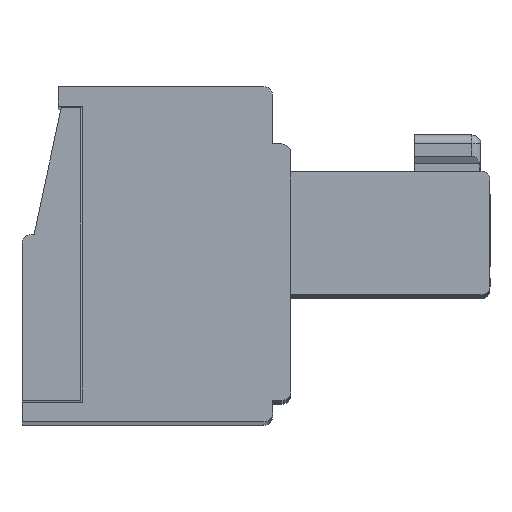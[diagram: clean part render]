
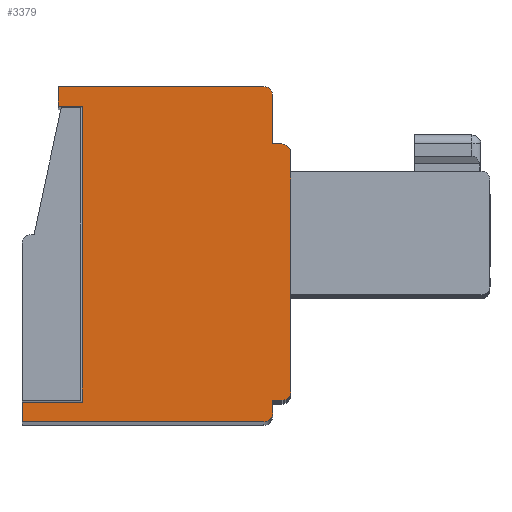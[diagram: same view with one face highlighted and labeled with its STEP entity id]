
A CAD part, top view. The second image highlights one B-rep face of the part: STEP entity #3379.
In plain terms, the highlighted planar face has unit normal (0, 0, 1).
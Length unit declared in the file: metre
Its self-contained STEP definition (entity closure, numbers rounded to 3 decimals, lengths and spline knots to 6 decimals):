
#3379=ADVANCED_FACE('',(#7278),#7279,.F.);
#7278=FACE_OUTER_BOUND('',#11584,.T.);
#7279=PLANE('',#11585);
#11584=EDGE_LOOP('',(#21962,#21963,#21964,#21965,#21966,#21967,#21968,#21969,#21970,#21971,#21972,#21973,#21974,#21975,#21976,#21977));
#11585=AXIS2_PLACEMENT_3D('',#21978,#21979,#21980);
#21962=ORIENTED_EDGE('',*,*,#28526,.F.);
#21963=ORIENTED_EDGE('',*,*,#28532,.T.);
#21964=ORIENTED_EDGE('',*,*,#28560,.T.);
#21965=ORIENTED_EDGE('',*,*,#28535,.T.);
#21966=ORIENTED_EDGE('',*,*,#28558,.T.);
#21967=ORIENTED_EDGE('',*,*,#28551,.T.);
#21968=ORIENTED_EDGE('',*,*,#28714,.T.);
#21969=ORIENTED_EDGE('',*,*,#28715,.T.);
#21970=ORIENTED_EDGE('',*,*,#28706,.F.);
#21971=ORIENTED_EDGE('',*,*,#28687,.T.);
#21972=ORIENTED_EDGE('',*,*,#28692,.T.);
#21973=ORIENTED_EDGE('',*,*,#28547,.T.);
#21974=ORIENTED_EDGE('',*,*,#28685,.T.);
#21975=ORIENTED_EDGE('',*,*,#28500,.T.);
#21976=ORIENTED_EDGE('',*,*,#28497,.T.);
#21977=ORIENTED_EDGE('',*,*,#28493,.T.);
#21978=CARTESIAN_POINT('',(0.013673,0.00851,0.064368));
#21979=DIRECTION('',(0.,0.,-1.0));
#21980=DIRECTION('',(0.0,-1.0,0.));
#28493=EDGE_CURVE('',#35089,#35087,#35090,.T.);
#28497=EDGE_CURVE('',#35094,#35089,#35095,.T.);
#28500=EDGE_CURVE('',#35098,#35094,#35099,.T.);
#28526=EDGE_CURVE('',#35143,#35087,#35145,.T.);
#28532=EDGE_CURVE('',#35143,#35151,#35153,.T.);
#28535=EDGE_CURVE('',#35157,#35155,#35158,.T.);
#28547=EDGE_CURVE('',#35177,#35175,#35178,.T.);
#28551=EDGE_CURVE('',#35185,#35183,#35186,.T.);
#28558=EDGE_CURVE('',#35155,#35185,#35197,.T.);
#28560=EDGE_CURVE('',#35151,#35157,#35199,.T.);
#28685=EDGE_CURVE('',#35175,#35098,#35369,.T.);
#28687=EDGE_CURVE('',#35371,#35372,#35373,.T.);
#28692=EDGE_CURVE('',#35372,#35177,#35380,.T.);
#28706=EDGE_CURVE('',#35371,#35398,#35399,.T.);
#28714=EDGE_CURVE('',#35183,#35411,#35412,.T.);
#28715=EDGE_CURVE('',#35411,#35398,#35413,.T.);
#35087=VERTEX_POINT('',#44827);
#35089=VERTEX_POINT('',#44830);
#35090=LINE('',#44831,#44832);
#35094=VERTEX_POINT('',#44838);
#35095=LINE('',#44839,#44840);
#35098=VERTEX_POINT('',#44844);
#35099=LINE('',#44845,#44846);
#35143=VERTEX_POINT('',#44908);
#35145=LINE('',#44911,#44912);
#35151=VERTEX_POINT('',#44921);
#35153=LINE('',#44924,#44925);
#35155=VERTEX_POINT('',#44927);
#35157=VERTEX_POINT('',#44930);
#35158=LINE('',#44931,#44932);
#35175=VERTEX_POINT('',#44955);
#35177=VERTEX_POINT('',#44958);
#35178=LINE('',#44959,#44960);
#35183=VERTEX_POINT('',#44967);
#35185=VERTEX_POINT('',#44970);
#35186=LINE('',#44971,#44972);
#35197=CIRCLE('',#44988,0.0003);
#35199=LINE('',#44990,#44991);
#35369=CIRCLE('',#45258,0.0003);
#35371=VERTEX_POINT('',#45260);
#35372=VERTEX_POINT('',#45261);
#35373=CIRCLE('',#45262,0.0003);
#35380=LINE('',#45271,#45272);
#35398=VERTEX_POINT('',#45297);
#35399=LINE('',#45298,#45299);
#35411=VERTEX_POINT('',#45316);
#35412=LINE('',#45317,#45318);
#35413=CIRCLE('',#45319,0.0003);
#44827=CARTESIAN_POINT('',(0.000473,0.01096,0.064368));
#44830=CARTESIAN_POINT('',(-0.000327,0.01096,0.064368));
#44831=CARTESIAN_POINT('',(0.013673,0.01096,0.064368));
#44832=VECTOR('',#50430,1.0);
#44838=CARTESIAN_POINT('',(-0.000327,0.01161,0.064368));
#44839=CARTESIAN_POINT('',(-0.000327,0.00851,0.064368));
#44840=VECTOR('',#50433,1.0);
#44844=CARTESIAN_POINT('',(0.006473,0.01161,0.064368));
#44845=CARTESIAN_POINT('',(0.013673,0.01161,0.064368));
#44846=VECTOR('',#50435,1.0);
#44908=CARTESIAN_POINT('',(0.000473,0.00116,0.064368));
#44911=CARTESIAN_POINT('',(0.000473,0.00116,0.064368));
#44912=VECTOR('',#50467,1.0);
#44921=CARTESIAN_POINT('',(-0.001527,0.00116,0.064368));
#44924=CARTESIAN_POINT('',(0.013673,0.00116,0.064368));
#44925=VECTOR('',#50472,1.0);
#44927=CARTESIAN_POINT('',(0.006473,0.00051,0.064368));
#44930=CARTESIAN_POINT('',(-0.001527,0.00051,0.064368));
#44931=CARTESIAN_POINT('',(0.013673,0.00051,0.064368));
#44932=VECTOR('',#50474,1.0);
#44955=CARTESIAN_POINT('',(0.006773,0.01131,0.064368));
#44958=CARTESIAN_POINT('',(0.006773,0.00971,0.064368));
#44959=CARTESIAN_POINT('',(0.006773,0.00851,0.064368));
#44960=VECTOR('',#50488,1.0);
#44967=CARTESIAN_POINT('',(0.006773,0.00121,0.064368));
#44970=CARTESIAN_POINT('',(0.006773,0.00081,0.064368));
#44971=CARTESIAN_POINT('',(0.006773,0.00851,0.064368));
#44972=VECTOR('',#50492,1.0);
#44988=AXIS2_PLACEMENT_3D('',#50498,#50499,#50500);
#44990=CARTESIAN_POINT('',(-0.001527,0.00851,0.064368));
#44991=VECTOR('',#50501,1.0);
#45258=AXIS2_PLACEMENT_3D('',#50620,#50621,#50622);
#45260=CARTESIAN_POINT('',(0.007373,0.00941,0.064368));
#45261=CARTESIAN_POINT('',(0.007073,0.00971,0.064368));
#45262=AXIS2_PLACEMENT_3D('',#50623,#50624,#50625);
#45271=CARTESIAN_POINT('',(0.006773,0.00971,0.064368));
#45272=VECTOR('',#50631,1.0);
#45297=CARTESIAN_POINT('',(0.007373,0.00151,0.064368));
#45298=CARTESIAN_POINT('',(0.007373,0.00941,0.064368));
#45299=VECTOR('',#50642,1.0);
#45316=CARTESIAN_POINT('',(0.007073,0.00121,0.064368));
#45317=CARTESIAN_POINT('',(0.013673,0.00121,0.064368));
#45318=VECTOR('',#50651,1.0);
#45319=AXIS2_PLACEMENT_3D('',#50652,#50653,#50654);
#50430=DIRECTION('',(1.0,0.,0.));
#50433=DIRECTION('',(0.,-1.0,0.));
#50435=DIRECTION('',(-1.0,0.,0.));
#50467=DIRECTION('',(0.,1.0,0.0));
#50472=DIRECTION('',(-1.0,0.,0.));
#50474=DIRECTION('',(1.0,0.,0.));
#50488=DIRECTION('',(0.,1.0,0.));
#50492=DIRECTION('',(0.,1.0,0.));
#50498=CARTESIAN_POINT('',(0.006473,0.00081,0.064368));
#50499=DIRECTION('',(0.,0.,1.0));
#50500=DIRECTION('',(-1.0,0.,0.));
#50501=DIRECTION('',(0.,-1.0,0.));
#50620=CARTESIAN_POINT('',(0.006473,0.01131,0.064368));
#50621=DIRECTION('',(0.,0.,1.0));
#50622=DIRECTION('',(-1.0,0.,0.));
#50623=CARTESIAN_POINT('',(0.007073,0.00941,0.064368));
#50624=DIRECTION('',(0.,0.,1.0));
#50625=DIRECTION('',(-1.0,0.0,0.));
#50631=DIRECTION('',(-1.0,0.,0.));
#50642=DIRECTION('',(0.,-1.0,0.0));
#50651=DIRECTION('',(1.0,0.,0.));
#50652=CARTESIAN_POINT('',(0.007073,0.00151,0.064368));
#50653=DIRECTION('',(0.,0.,1.0));
#50654=DIRECTION('',(-1.0,0.,0.));
